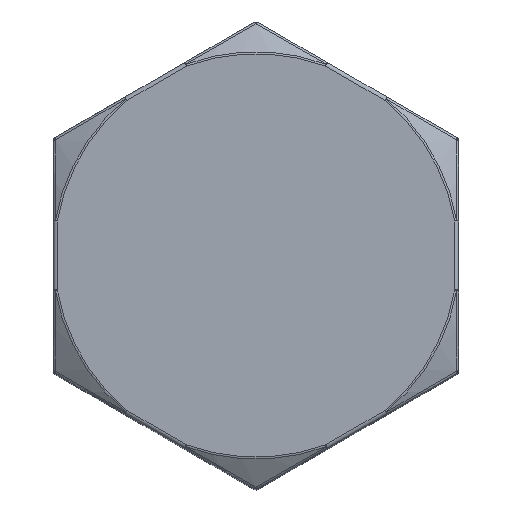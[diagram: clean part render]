
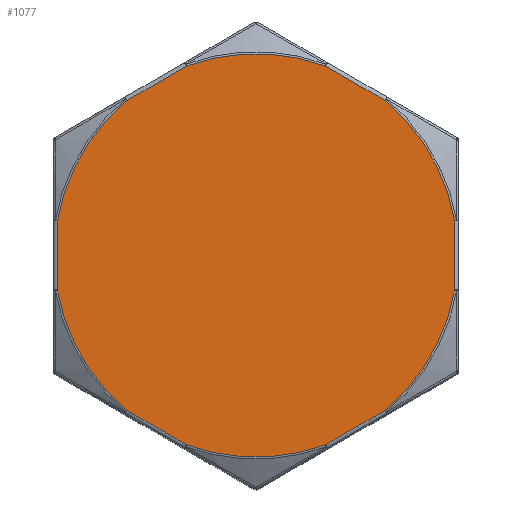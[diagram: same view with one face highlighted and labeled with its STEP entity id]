
A CAD part, top view. The second image highlights one B-rep face of the part: STEP entity #1077.
In plain terms, the highlighted planar face has unit normal (0, 0, 1).
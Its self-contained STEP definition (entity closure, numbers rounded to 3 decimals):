
#48 = DIRECTION ( 'NONE',  ( 0., -1., 0. ) ) ;
#97 = VECTOR ( 'NONE', #2808, 1000. ) ;
#117 = DIRECTION ( 'NONE',  ( 0., 0., 1. ) ) ;
#150 = CIRCLE ( 'NONE', #1377, 4.973 ) ;
#187 = CARTESIAN_POINT ( 'NONE',  ( -3.186, 3.818, 15. ) ) ;
#206 = DIRECTION ( 'NONE',  ( 0., 0., 1. ) ) ;
#283 = CIRCLE ( 'NONE', #3308, 4.973 ) ;
#291 = LINE ( 'NONE', #1107, #907 ) ;
#302 = EDGE_CURVE ( 'NONE', #2040, #1726, #150, .T. ) ;
#348 = VERTEX_POINT ( 'NONE', #748 ) ;
#474 = DIRECTION ( 'NONE',  ( 0., 0., 1. ) ) ;
#501 = CARTESIAN_POINT ( 'NONE',  ( 0.05, 5.687, 15. ) ) ;
#517 = VERTEX_POINT ( 'NONE', #2464 ) ;
#557 = VERTEX_POINT ( 'NONE', #953 ) ;
#606 = EDGE_CURVE ( 'NONE', #1567, #1804, #884, .T. ) ;
#669 = CARTESIAN_POINT ( 'NONE',  ( 4.95, -2.8, 15. ) ) ;
#694 = ORIENTED_EDGE ( 'NONE', *, *, #1863, .F. ) ;
#707 = ORIENTED_EDGE ( 'NONE', *, *, #2208, .F. ) ;
#716 = CARTESIAN_POINT ( 'NONE',  ( -4.95, -2.8, 15. ) ) ;
#727 = CARTESIAN_POINT ( 'NONE',  ( -4.9, 0.85, 15. ) ) ;
#743 = DIRECTION ( 'NONE',  ( 0., 0., 1. ) ) ;
#748 = CARTESIAN_POINT ( 'NONE',  ( 4.9, -0.85, 15. ) ) ;
#756 = AXIS2_PLACEMENT_3D ( 'NONE', #1744, #206, #2005 ) ;
#781 = CARTESIAN_POINT ( 'NONE',  ( -1.714, 4.669, 15. ) ) ;
#787 = CARTESIAN_POINT ( 'NONE',  ( 0., 0., 15. ) ) ;
#813 = EDGE_CURVE ( 'NONE', #557, #348, #3123, .T. ) ;
#831 = AXIS2_PLACEMENT_3D ( 'NONE', #787, #2588, #1042 ) ;
#882 = VECTOR ( 'NONE', #2090, 1000. ) ;
#884 = CIRCLE ( 'NONE', #756, 4.973 ) ;
#907 = VECTOR ( 'NONE', #2670, 1000. ) ;
#953 = CARTESIAN_POINT ( 'NONE',  ( 3.186, -3.818, 15. ) ) ;
#977 = DIRECTION ( 'NONE',  ( -0.866, 0.5, 0. ) ) ;
#1016 = VECTOR ( 'NONE', #48, 1000. ) ;
#1042 = DIRECTION ( 'NONE',  ( 1., 0., 0. ) ) ;
#1077 = ADVANCED_FACE ( 'NONE', ( #1198 ), #2280, .T. ) ;
#1105 = VECTOR ( 'NONE', #977, 1000. ) ;
#1107 = CARTESIAN_POINT ( 'NONE',  ( -0.05, 5.687, 15. ) ) ;
#1183 = LINE ( 'NONE', #669, #2554 ) ;
#1191 = DIRECTION ( 'NONE',  ( -0.866, -0.5, 0. ) ) ;
#1198 = FACE_OUTER_BOUND ( 'NONE', #1715, .T. ) ;
#1278 = CARTESIAN_POINT ( 'NONE',  ( 0., 0., 15. ) ) ;
#1280 = ORIENTED_EDGE ( 'NONE', *, *, #2880, .F. ) ;
#1298 = EDGE_CURVE ( 'NONE', #2773, #1804, #2159, .T. ) ;
#1342 = CARTESIAN_POINT ( 'NONE',  ( 0., 0., 15. ) ) ;
#1377 = AXIS2_PLACEMENT_3D ( 'NONE', #2004, #474, #2274 ) ;
#1477 = ORIENTED_EDGE ( 'NONE', *, *, #2078, .F. ) ;
#1499 = CIRCLE ( 'NONE', #831, 4.973 ) ;
#1537 = DIRECTION ( 'NONE',  ( 1., 0., 0. ) ) ;
#1567 = VERTEX_POINT ( 'NONE', #187 ) ;
#1569 = CARTESIAN_POINT ( 'NONE',  ( -4.9, 5.774, 15. ) ) ;
#1593 = DIRECTION ( 'NONE',  ( 1., 0., 0. ) ) ;
#1602 = VERTEX_POINT ( 'NONE', #2543 ) ;
#1659 = CARTESIAN_POINT ( 'NONE',  ( 0., 0., 15. ) ) ;
#1680 = ORIENTED_EDGE ( 'NONE', *, *, #813, .T. ) ;
#1715 = EDGE_LOOP ( 'NONE', ( #694, #2561, #2076, #2449, #2570, #2850, #707, #1680, #1280, #2942, #1477, #2365 ) ) ;
#1725 = CARTESIAN_POINT ( 'NONE',  ( 3.186, 3.818, 15. ) ) ;
#1726 = VERTEX_POINT ( 'NONE', #3018 ) ;
#1743 = EDGE_CURVE ( 'NONE', #2040, #517, #3162, .T. ) ;
#1744 = CARTESIAN_POINT ( 'NONE',  ( 0., 0., 15. ) ) ;
#1804 = VERTEX_POINT ( 'NONE', #727 ) ;
#1861 = CARTESIAN_POINT ( 'NONE',  ( -1.714, -4.669, 15. ) ) ;
#1863 = EDGE_CURVE ( 'NONE', #1567, #1905, #2312, .T. ) ;
#1905 = VERTEX_POINT ( 'NONE', #781 ) ;
#1907 = DIRECTION ( 'NONE',  ( 1., 0., 0. ) ) ;
#2004 = CARTESIAN_POINT ( 'NONE',  ( 0., 0., 15. ) ) ;
#2005 = DIRECTION ( 'NONE',  ( 1., 0., 0. ) ) ;
#2040 = VERTEX_POINT ( 'NONE', #1861 ) ;
#2053 = CIRCLE ( 'NONE', #3200, 4.973 ) ;
#2076 = ORIENTED_EDGE ( 'NONE', *, *, #1298, .F. ) ;
#2078 = EDGE_CURVE ( 'NONE', #1602, #2780, #291, .T. ) ;
#2090 = DIRECTION ( 'NONE',  ( 0., 1., 0. ) ) ;
#2159 = LINE ( 'NONE', #1569, #882 ) ;
#2176 = AXIS2_PLACEMENT_3D ( 'NONE', #3035, #743, #2546 ) ;
#2208 = EDGE_CURVE ( 'NONE', #557, #1726, #1183, .T. ) ;
#2237 = CARTESIAN_POINT ( 'NONE',  ( -4.9, -0.85, 15. ) ) ;
#2274 = DIRECTION ( 'NONE',  ( 1., 0., 0. ) ) ;
#2280 = PLANE ( 'NONE',  #2176 ) ;
#2312 = LINE ( 'NONE', #501, #97 ) ;
#2365 = ORIENTED_EDGE ( 'NONE', *, *, #2943, .T. ) ;
#2384 = LINE ( 'NONE', #2893, #1016 ) ;
#2449 = ORIENTED_EDGE ( 'NONE', *, *, #3199, .T. ) ;
#2464 = CARTESIAN_POINT ( 'NONE',  ( -3.186, -3.818, 15. ) ) ;
#2543 = CARTESIAN_POINT ( 'NONE',  ( 1.714, 4.669, 15. ) ) ;
#2546 = DIRECTION ( 'NONE',  ( 1., 0., 0. ) ) ;
#2554 = VECTOR ( 'NONE', #1191, 1000. ) ;
#2561 = ORIENTED_EDGE ( 'NONE', *, *, #606, .T. ) ;
#2570 = ORIENTED_EDGE ( 'NONE', *, *, #1743, .F. ) ;
#2588 = DIRECTION ( 'NONE',  ( 0., 0., 1. ) ) ;
#2670 = DIRECTION ( 'NONE',  ( 0.866, -0.5, 0. ) ) ;
#2773 = VERTEX_POINT ( 'NONE', #2237 ) ;
#2780 = VERTEX_POINT ( 'NONE', #1725 ) ;
#2808 = DIRECTION ( 'NONE',  ( 0.866, 0.5, 0. ) ) ;
#2850 = ORIENTED_EDGE ( 'NONE', *, *, #302, .T. ) ;
#2880 = EDGE_CURVE ( 'NONE', #2934, #348, #2384, .T. ) ;
#2893 = CARTESIAN_POINT ( 'NONE',  ( 4.9, 5.774, 15. ) ) ;
#2934 = VERTEX_POINT ( 'NONE', #2935 ) ;
#2935 = CARTESIAN_POINT ( 'NONE',  ( 4.9, 0.85, 15. ) ) ;
#2942 = ORIENTED_EDGE ( 'NONE', *, *, #3185, .T. ) ;
#2943 = EDGE_CURVE ( 'NONE', #1602, #1905, #2053, .T. ) ;
#3018 = CARTESIAN_POINT ( 'NONE',  ( 1.714, -4.669, 15. ) ) ;
#3035 = CARTESIAN_POINT ( 'NONE',  ( 0., 5.774, 15. ) ) ;
#3074 = DIRECTION ( 'NONE',  ( 0., 0., 1. ) ) ;
#3123 = CIRCLE ( 'NONE', #3345, 4.973 ) ;
#3137 = DIRECTION ( 'NONE',  ( 0., 0., 1. ) ) ;
#3162 = LINE ( 'NONE', #716, #1105 ) ;
#3185 = EDGE_CURVE ( 'NONE', #2934, #2780, #283, .T. ) ;
#3199 = EDGE_CURVE ( 'NONE', #2773, #517, #1499, .T. ) ;
#3200 = AXIS2_PLACEMENT_3D ( 'NONE', #1659, #117, #1907 ) ;
#3308 = AXIS2_PLACEMENT_3D ( 'NONE', #1278, #3074, #1537 ) ;
#3345 = AXIS2_PLACEMENT_3D ( 'NONE', #1342, #3137, #1593 ) ;
